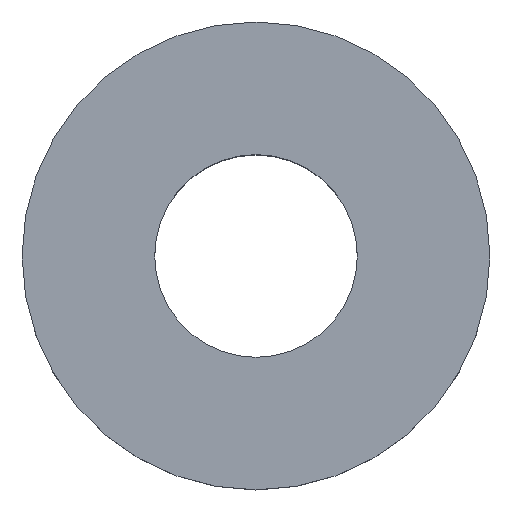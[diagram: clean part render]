
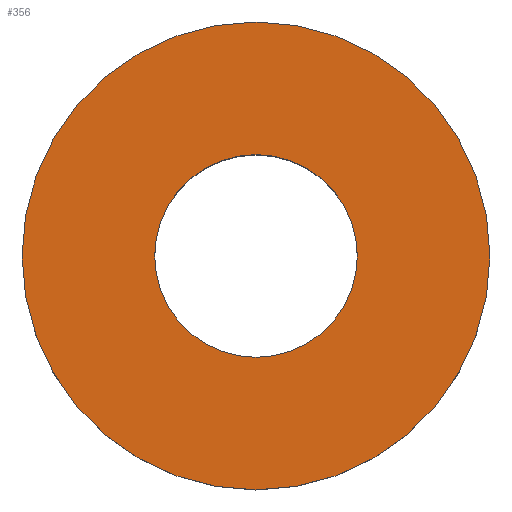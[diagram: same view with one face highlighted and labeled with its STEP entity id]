
A CAD part, top view. The second image highlights one B-rep face of the part: STEP entity #356.
In plain terms, the highlighted planar face has unit normal (0, 0, 1).
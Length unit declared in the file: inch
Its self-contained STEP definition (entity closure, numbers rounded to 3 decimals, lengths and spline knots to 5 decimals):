
#180=CARTESIAN_POINT('',(-0.1895,0.,0.0));
#181=VERTEX_POINT('',#180);
#197=CARTESIAN_POINT('',(0.1895,0.,0.0));
#198=VERTEX_POINT('',#197);
#205=CARTESIAN_POINT('',(0.0,0.0,0.0));
#206=DIRECTION('',(0.0,0.0,-1.0));
#207=DIRECTION('',(-1.0,0.0,0.0));
#208=AXIS2_PLACEMENT_3D('',#205,#206,#207);
#209=CIRCLE('',#208,0.1895);
#210=EDGE_CURVE('',#181,#198,#209,.T.);
#220=CARTESIAN_POINT('',(-0.4375,0.,0.0));
#221=VERTEX_POINT('',#220);
#230=CARTESIAN_POINT('',(0.4375,0.,0.0));
#231=VERTEX_POINT('',#230);
#232=CARTESIAN_POINT('',(0.0,0.0,0.0));
#233=DIRECTION('',(0.0,0.0,-1.0));
#234=DIRECTION('',(-1.0,0.0,0.0));
#235=AXIS2_PLACEMENT_3D('',#232,#233,#234);
#236=CIRCLE('',#235,0.4375);
#237=EDGE_CURVE('',#221,#231,#236,.T.);
#271=CARTESIAN_POINT('',(0.0,0.0,0.0));
#272=DIRECTION('',(0.0,0.0,-1.0));
#273=DIRECTION('',(-1.0,0.0,0.0));
#274=AXIS2_PLACEMENT_3D('',#271,#272,#273);
#275=CIRCLE('',#274,0.4375);
#276=EDGE_CURVE('',#231,#221,#275,.T.);
#307=CARTESIAN_POINT('',(0.0,0.0,0.0));
#308=DIRECTION('',(0.0,0.0,-1.0));
#309=DIRECTION('',(-1.0,0.0,0.0));
#310=AXIS2_PLACEMENT_3D('',#307,#308,#309);
#311=CIRCLE('',#310,0.1895);
#312=EDGE_CURVE('',#198,#181,#311,.T.);
#343=CARTESIAN_POINT('',(0.02845,0.,0.0));
#344=DIRECTION('',(0.0,0.0,1.0));
#345=DIRECTION('',(1.0,0.0,0.0));
#346=AXIS2_PLACEMENT_3D('',#343,#344,#345);
#347=PLANE('',#346);
#348=ORIENTED_EDGE('',*,*,#276,.F.);
#349=ORIENTED_EDGE('',*,*,#237,.F.);
#350=EDGE_LOOP('',(#348,#349));
#351=FACE_OUTER_BOUND('',#350,.T.);
#352=ORIENTED_EDGE('',*,*,#312,.T.);
#353=ORIENTED_EDGE('',*,*,#210,.T.);
#354=EDGE_LOOP('',(#352,#353));
#355=FACE_BOUND('',#354,.T.);
#356=ADVANCED_FACE('',(#351,#355),#347,.T.);
